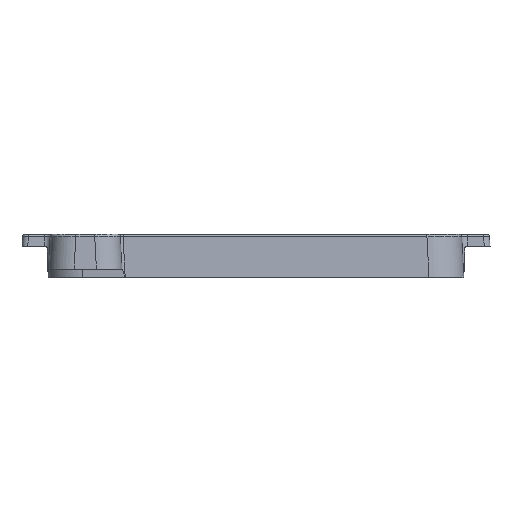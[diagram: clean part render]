
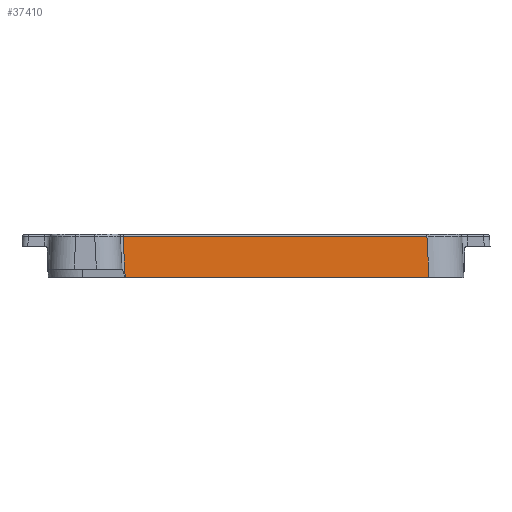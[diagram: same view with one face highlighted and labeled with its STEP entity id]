
A CAD part, top view. The second image highlights one B-rep face of the part: STEP entity #37410.
In plain terms, the highlighted planar face has unit normal (0, 0.052, 0.999).
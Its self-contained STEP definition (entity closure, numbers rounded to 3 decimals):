
#646 = VERTEX_POINT ( 'NONE', #3187 ) ;
#772 = DIRECTION ( 'NONE',  ( 0.052, -0.997, 0.052 ) ) ;
#3103 = CARTESIAN_POINT ( 'NONE',  ( -112.736, 0., 116. ) ) ;
#3147 = DIRECTION ( 'NONE',  ( 0., -0.999, 0.052 ) ) ;
#3187 = CARTESIAN_POINT ( 'NONE',  ( 147.307, 35.005, 114.165 ) ) ;
#3571 = CARTESIAN_POINT ( 'NONE',  ( -114.57, 35.005, 114.165 ) ) ;
#4459 = CARTESIAN_POINT ( 'NONE',  ( 148.589, 10.531, 115.448 ) ) ;
#4640 = EDGE_CURVE ( 'NONE', #646, #34731, #6876, .T. ) ;
#6439 = DIRECTION ( 'NONE',  ( 0., 0.052, 0.999 ) ) ;
#6876 = LINE ( 'NONE', #4459, #13641 ) ;
#9561 = ORIENTED_EDGE ( 'NONE', *, *, #9873, .T. ) ;
#9873 = EDGE_CURVE ( 'NONE', #21749, #34929, #28268, .T. ) ;
#11793 = DIRECTION ( 'NONE',  ( 1., 0., 0. ) ) ;
#13641 = VECTOR ( 'NONE', #33512, 1000. ) ;
#13809 = AXIS2_PLACEMENT_3D ( 'NONE', #20687, #6439, #3147 ) ;
#18522 = FACE_OUTER_BOUND ( 'NONE', #20977, .T. ) ;
#18854 = EDGE_CURVE ( 'NONE', #34929, #34731, #27325, .T. ) ;
#19764 = VECTOR ( 'NONE', #772, 1000. ) ;
#20687 = CARTESIAN_POINT ( 'NONE',  ( -179.1, 0., 116. ) ) ;
#20977 = EDGE_LOOP ( 'NONE', ( #9561, #33527, #24424, #32913 ) ) ;
#21749 = VERTEX_POINT ( 'NONE', #22835 ) ;
#22835 = CARTESIAN_POINT ( 'NONE',  ( -114.57, 35.005, 114.165 ) ) ;
#23310 = EDGE_CURVE ( 'NONE', #21749, #646, #29455, .T. ) ;
#23570 = PLANE ( 'NONE',  #13809 ) ;
#24424 = ORIENTED_EDGE ( 'NONE', *, *, #4640, .F. ) ;
#24660 = VECTOR ( 'NONE', #11793, 1000. ) ;
#25667 = DIRECTION ( 'NONE',  ( 1., 0., 0. ) ) ;
#26778 = CARTESIAN_POINT ( 'NONE',  ( 149.141, 0., 116. ) ) ;
#27325 = LINE ( 'NONE', #34565, #24660 ) ;
#28268 = LINE ( 'NONE', #3571, #19764 ) ;
#29455 = LINE ( 'NONE', #37144, #36262 ) ;
#32913 = ORIENTED_EDGE ( 'NONE', *, *, #23310, .F. ) ;
#33512 = DIRECTION ( 'NONE',  ( 0.052, -0.997, 0.052 ) ) ;
#33527 = ORIENTED_EDGE ( 'NONE', *, *, #18854, .T. ) ;
#34565 = CARTESIAN_POINT ( 'NONE',  ( -179.1, 0., 116. ) ) ;
#34731 = VERTEX_POINT ( 'NONE', #26778 ) ;
#34929 = VERTEX_POINT ( 'NONE', #3103 ) ;
#36262 = VECTOR ( 'NONE', #25667, 1000. ) ;
#37144 = CARTESIAN_POINT ( 'NONE',  ( 0., 35.005, 114.165 ) ) ;
#37410 = ADVANCED_FACE ( 'NONE', ( #18522 ), #23570, .T. ) ;
